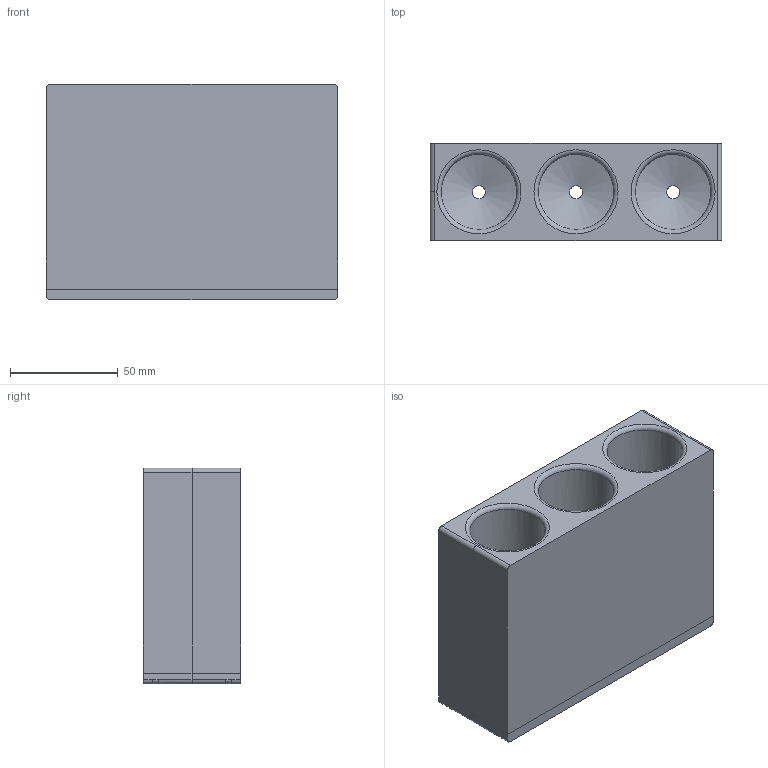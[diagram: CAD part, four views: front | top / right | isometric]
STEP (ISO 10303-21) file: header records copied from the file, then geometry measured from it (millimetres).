
FILE_DESCRIPTION(('FreeCAD Model'),'2;1');
FILE_NAME('Open CASCADE Shape Model','2024-06-29T13:16:23',('Author'),( ''),'Open CASCADE STEP processor 7.6','FreeCAD','Unknown');
FILE_SCHEMA(('AUTOMOTIVE_DESIGN { 1 0 10303 214 1 1 1 1 }'));
Length unit declared in the file: millimetre
Products named in the file (1): main_body
Bounding box: 135 x 45 x 100 mm (x, y, z)
Volume: 269412.4 mm3; surface area: 96141.7 mm2
Topology: 1 solids, 1 shells, 302 faces, 798 edges, 513 vertices
Faces by surface type: plane 165, cylinder 125, bspline 6, cone 3, torus 3
Full cylindrical faces by diameter (mm): 7.5 x4, 35 x3
Entity records: 30162 total; most frequent: CARTESIAN_POINT 15162, DIRECTION 2562, ORIENTED_EDGE 1596, PCURVE 1596, DEFINITIONAL_REPRESENTATION 1596, LINE 1390, VECTOR 1390, EDGE_CURVE 798
